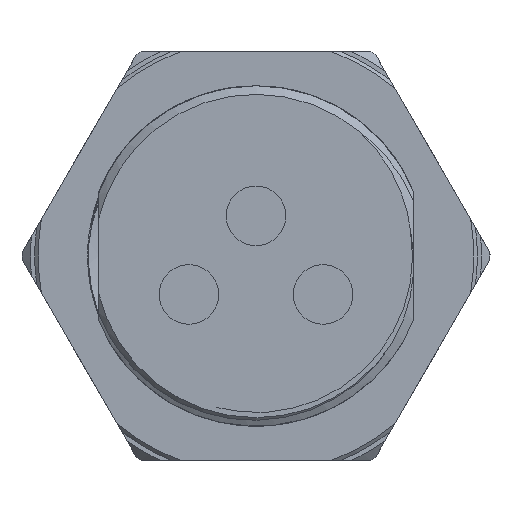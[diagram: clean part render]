
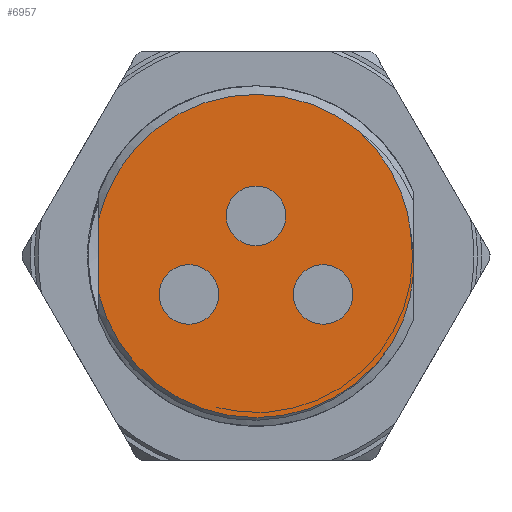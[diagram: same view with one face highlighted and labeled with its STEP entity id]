
A CAD part, left-side view. The second image highlights one B-rep face of the part: STEP entity #6957.
In plain terms, the highlighted planar face has unit normal (-1, 0, 0).
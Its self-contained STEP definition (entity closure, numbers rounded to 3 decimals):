
#2176=CARTESIAN_POINT('',(-52.15,10.71,8.485));
#2177=CARTESIAN_POINT('',(-52.15,10.228,8.056));
#2178=CARTESIAN_POINT('',(-52.151,9.41,7.138));
#2179=CARTESIAN_POINT('',(-52.151,8.601,5.858));
#2180=CARTESIAN_POINT('',(-52.151,7.925,4.232));
#2181=CARTESIAN_POINT('',(-52.151,7.706,3.153));
#2182=CARTESIAN_POINT('',(-52.151,7.642,2.595));
#2184=CARTESIAN_POINT('',(-52.151,16.724,1.132));
#2185=DIRECTION('',(1.,0.,0.));
#2186=DIRECTION('',(0.,-0.844,-0.536));
#2187=AXIS2_PLACEMENT_3D('',#2184,#2185,#2186);
#2189=DIRECTION('',(0.,0.,1.));
#2190=VECTOR('',#2189,4.33);
#2191=CARTESIAN_POINT('',(-52.151,25.974,
-1.033));
#2192=LINE('',#2191,#2190);
#2193=CARTESIAN_POINT('',(-52.151,16.724,1.132));
#2194=DIRECTION('',(1.,0.,0.));
#2195=DIRECTION('',(0.,0.974,0.228));
#2196=AXIS2_PLACEMENT_3D('',#2193,#2194,#2195);
#2198=CARTESIAN_POINT('',(-52.151,20.664,
-1.128));
#2199=DIRECTION('',(-1.,0.,0.));
#2200=DIRECTION('',(0.,1.,0.));
#2201=AXIS2_PLACEMENT_3D('',#2198,#2199,#2200);
#2203=CARTESIAN_POINT('',(-52.151,20.664,
-1.128));
#2204=DIRECTION('',(-1.,0.,0.));
#2205=DIRECTION('',(0.,-1.,0.));
#2206=AXIS2_PLACEMENT_3D('',#2203,#2204,#2205);
#2208=CARTESIAN_POINT('',(-52.151,16.724,3.492));
#2209=DIRECTION('',(-1.,0.,0.));
#2210=DIRECTION('',(0.,1.,0.));
#2211=AXIS2_PLACEMENT_3D('',#2208,#2209,#2210);
#2213=CARTESIAN_POINT('',(-52.151,16.724,3.492));
#2214=DIRECTION('',(-1.,0.,0.));
#2215=DIRECTION('',(0.,-1.,0.));
#2216=AXIS2_PLACEMENT_3D('',#2213,#2214,#2215);
#2218=CARTESIAN_POINT('',(-52.151,12.784,
-1.128));
#2219=DIRECTION('',(-1.,0.,0.));
#2220=DIRECTION('',(0.,1.,0.));
#2221=AXIS2_PLACEMENT_3D('',#2218,#2219,#2220);
#2223=CARTESIAN_POINT('',(-52.151,12.784,
-1.128));
#2224=DIRECTION('',(-1.,0.,0.));
#2225=DIRECTION('',(0.,-1.,0.));
#2226=AXIS2_PLACEMENT_3D('',#2223,#2224,#2225);
#2228=CARTESIAN_POINT('',(-52.151,8.705,
-3.961));
#2229=CARTESIAN_POINT('',(-52.151,8.469,
-3.55));
#2230=CARTESIAN_POINT('',(-52.151,8.063,
-2.706));
#2231=CARTESIAN_POINT('',(-52.151,7.648,
-1.355));
#2232=CARTESIAN_POINT('',(-52.151,7.51,
-0.434));
#2233=CARTESIAN_POINT('',(-52.151,7.474,
0.035));
#2235=CARTESIAN_POINT('',(-52.151,7.474,1.402));
#2236=CARTESIAN_POINT('',(-52.151,7.484,1.536));
#2237=CARTESIAN_POINT('',(-52.151,7.51,1.802));
#2238=CARTESIAN_POINT('',(-52.151,7.566,2.2));
#2239=CARTESIAN_POINT('',(-52.151,7.614,2.464));
#2240=CARTESIAN_POINT('',(-52.151,7.642,2.595));
#2368=DIRECTION('',(0.,0.,1.));
#2369=VECTOR('',#2368,1.367);
#2370=CARTESIAN_POINT('',(-52.151,7.474,
0.035));
#2371=LINE('',#2370,#2369);
#3361=VERTEX_POINT('',#2176);
#3362=VERTEX_POINT('',#2182);
#3363=VERTEX_POINT('',#2235);
#3364=CARTESIAN_POINT('',(-52.151,7.474,
0.035));
#3365=VERTEX_POINT('',#3364);
#3366=VERTEX_POINT('',#2228);
#3367=CARTESIAN_POINT('',(-52.151,25.974,
-1.033));
#3368=CARTESIAN_POINT('',(-52.151,25.974,3.297));
#3369=VERTEX_POINT('',#3367);
#3370=VERTEX_POINT('',#3368);
#3656=CARTESIAN_POINT('',(-52.151,22.414,
-1.128));
#3657=CARTESIAN_POINT('',(-52.151,18.914,
-1.128));
#3658=VERTEX_POINT('',#3656);
#3659=VERTEX_POINT('',#3657);
#3660=CARTESIAN_POINT('',(-52.151,18.474,3.492));
#3661=CARTESIAN_POINT('',(-52.151,14.974,3.492));
#3662=VERTEX_POINT('',#3660);
#3663=VERTEX_POINT('',#3661);
#3664=CARTESIAN_POINT('',(-52.151,14.534,
-1.128));
#3665=CARTESIAN_POINT('',(-52.151,11.034,
-1.128));
#3666=VERTEX_POINT('',#3664);
#3667=VERTEX_POINT('',#3665);
#6919=CARTESIAN_POINT('',(-52.151,16.724,1.132));
#6920=DIRECTION('',(1.,0.,0.));
#6921=DIRECTION('',(0.,0.,1.));
#6922=AXIS2_PLACEMENT_3D('',#6919,#6920,#6921);
#6923=PLANE('',#6922);
#6924=ORIENTED_EDGE('',*,*,#6884,.T.);
#6926=ORIENTED_EDGE('',*,*,#6925,.F.);
#6928=ORIENTED_EDGE('',*,*,#6927,.F.);
#6930=ORIENTED_EDGE('',*,*,#6929,.F.);
#6932=ORIENTED_EDGE('',*,*,#6931,.T.);
#6934=ORIENTED_EDGE('',*,*,#6933,.T.);
#6936=ORIENTED_EDGE('',*,*,#6935,.T.);
#6937=EDGE_LOOP('',(#6924,#6926,#6928,#6930,#6932,#6934,#6936));
#6938=FACE_OUTER_BOUND('',#6937,.F.);
#6940=ORIENTED_EDGE('',*,*,#6939,.T.);
#6942=ORIENTED_EDGE('',*,*,#6941,.T.);
#6943=EDGE_LOOP('',(#6940,#6942));
#6944=FACE_BOUND('',#6943,.F.);
#6946=ORIENTED_EDGE('',*,*,#6945,.T.);
#6948=ORIENTED_EDGE('',*,*,#6947,.T.);
#6949=EDGE_LOOP('',(#6946,#6948));
#6950=FACE_BOUND('',#6949,.F.);
#6952=ORIENTED_EDGE('',*,*,#6951,.T.);
#6954=ORIENTED_EDGE('',*,*,#6953,.T.);
#6955=EDGE_LOOP('',(#6952,#6954));
#6956=FACE_BOUND('',#6955,.F.);
#6957=ADVANCED_FACE('',(#6938,#6944,#6950,#6956),#6923,.F.);
#2183=B_SPLINE_CURVE_WITH_KNOTS('',3,(#2176,#2177,#2178,#2179,#2180,#2181,
#2182),.UNSPECIFIED.,.F.,.F.,(4,1,1,1,4),(0.,0.25,0.5,0.75,1.),
.UNSPECIFIED.);
#2188=CIRCLE('',#2187,9.5);
#2197=CIRCLE('',#2196,9.5);
#2202=CIRCLE('',#2201,1.75);
#2207=CIRCLE('',#2206,1.75);
#2212=CIRCLE('',#2211,1.75);
#2217=CIRCLE('',#2216,1.75);
#2222=CIRCLE('',#2221,1.75);
#2227=CIRCLE('',#2226,1.75);
#2234=B_SPLINE_CURVE_WITH_KNOTS('',3,(#2228,#2229,#2230,#2231,#2232,#2233),
.UNSPECIFIED.,.F.,.F.,(4,1,1,4),(0.,0.333,0.667,1.),
.UNSPECIFIED.);
#2241=B_SPLINE_CURVE_WITH_KNOTS('',3,(#2235,#2236,#2237,#2238,#2239,#2240),
.UNSPECIFIED.,.F.,.F.,(4,1,1,4),(0.,0.333,0.667,1.),
.UNSPECIFIED.);
#6884=EDGE_CURVE('',#3361,#3362,#2183,.T.);
#6925=EDGE_CURVE('',#3363,#3362,#2241,.T.);
#6927=EDGE_CURVE('',#3365,#3363,#2371,.T.);
#6929=EDGE_CURVE('',#3366,#3365,#2234,.T.);
#6931=EDGE_CURVE('',#3366,#3369,#2188,.T.);
#6933=EDGE_CURVE('',#3369,#3370,#2192,.T.);
#6935=EDGE_CURVE('',#3370,#3361,#2197,.T.);
#6939=EDGE_CURVE('',#3658,#3659,#2202,.T.);
#6941=EDGE_CURVE('',#3659,#3658,#2207,.T.);
#6945=EDGE_CURVE('',#3662,#3663,#2212,.T.);
#6947=EDGE_CURVE('',#3663,#3662,#2217,.T.);
#6951=EDGE_CURVE('',#3666,#3667,#2222,.T.);
#6953=EDGE_CURVE('',#3667,#3666,#2227,.T.);
